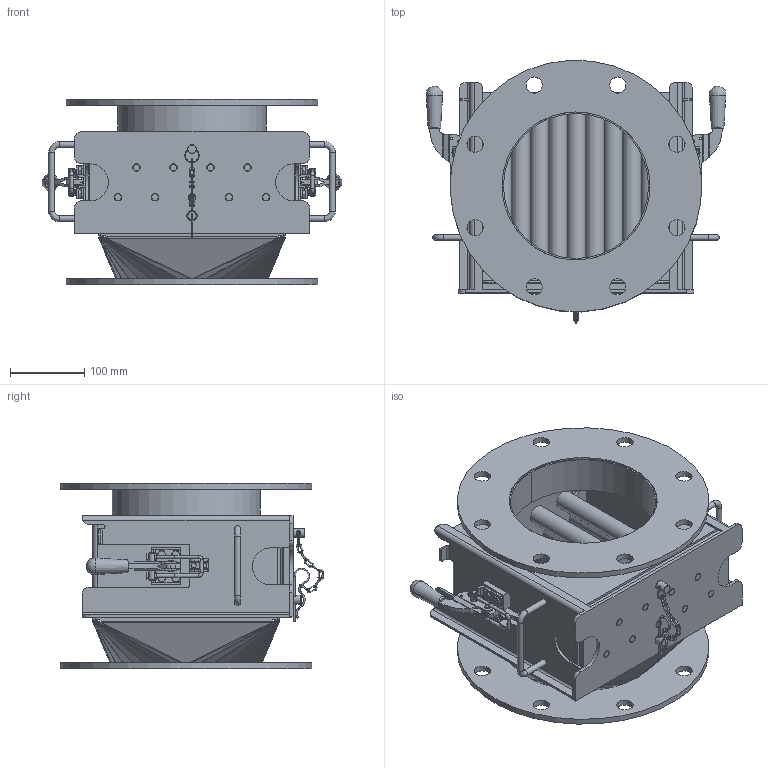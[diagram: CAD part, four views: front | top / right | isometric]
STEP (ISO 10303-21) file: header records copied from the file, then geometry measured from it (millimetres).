
FILE_DESCRIPTION(/* description */ (''),/* implementation_level */ '2;1');
FILE_NAME(/* name */ 'SECF200638 A.stp',/* time_stamp */ '2018-06-26T12:15:34+02:00',/* author */ ('cr'),/* organization */ (''),/* preprocessor_version */ 'ST-DEVELOPER v16.5',/* originating_system */ 'Autodesk Inventor 2017',/* authorisation */ '');
FILE_SCHEMA (('AUTOMOTIVE_DESIGN { 1 0 10303 214 3 1 1 }'));
Length unit declared in the file: millimetre
Products named in the file (1): Part2
Bounding box: 405.08 x 355.72 x 250 mm (x, y, z)
Volume: 2733757.6 mm3; surface area: 1453736.6 mm2
Topology: 13 solids, 30 shells, 1483 faces, 3498 edges, 2123 vertices
Faces by surface type: plane 637, cylinder 465, cone 243, bspline 86, torus 50, sphere 2
Full cylindrical faces by diameter (mm): 2 x16, 2.5 x3, 3.2 x8, 4 x11, 4.763 x6, 4.826 x10, 4.917 x8, 5.459 x8, 5.588 x4, 6 x10, 6.2 x2, 6.731 x8, 6.858 x4, 7.112 x2, 8 x6, 8.7 x8, 9.525 x2, 9.652 x4, 10 x11, 12 x11, 14 x3, 22 x16, 24 x9, 25 x27, 200 x2, 340 x2
Entity records: 46117 total; most frequent: CARTESIAN_POINT 12644, DIRECTION 6655, ORIENTED_EDGE 6258, EDGE_CURVE 3049, AXIS2_PLACEMENT_3D 2609, EDGE_LOOP 2039, VERTEX_POINT 1994, ADVANCED_FACE 1483
